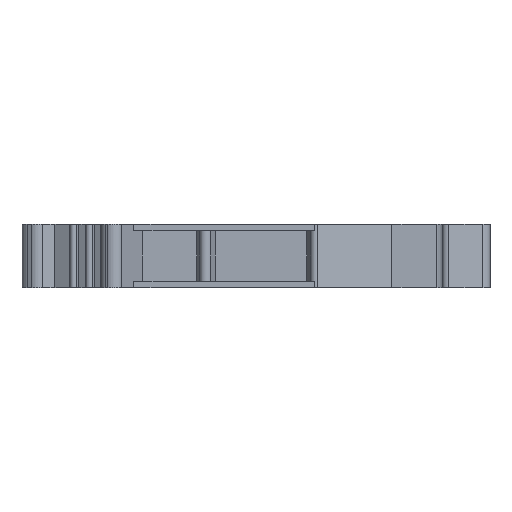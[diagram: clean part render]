
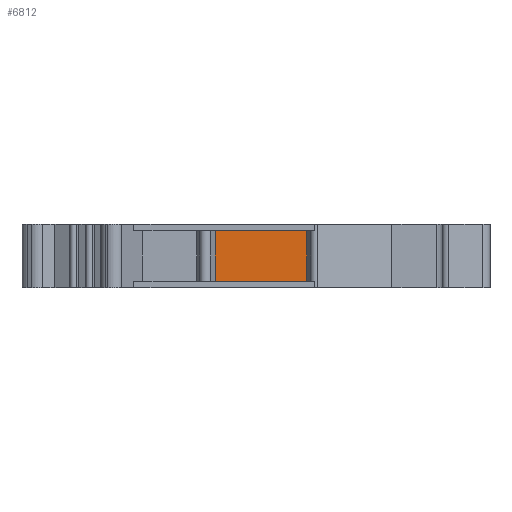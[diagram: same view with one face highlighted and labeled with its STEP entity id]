
A CAD part, left-side view. The second image highlights one B-rep face of the part: STEP entity #6812.
In plain terms, the highlighted planar face has unit normal (-1, 0, 0).
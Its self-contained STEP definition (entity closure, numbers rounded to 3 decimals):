
#858=DIRECTION('',(0.,1.,0.));
#859=VECTOR('',#858,9.005);
#860=CARTESIAN_POINT('',(4.077,34.2,-2.5));
#861=LINE('',#860,#859);
#1025=DIRECTION('',(0.,1.,0.));
#1026=VECTOR('',#1025,9.005);
#1027=CARTESIAN_POINT('',(4.077,34.2,2.5));
#1028=LINE('',#1027,#1026);
#2537=DIRECTION('',(0.,0.,1.));
#2538=VECTOR('',#2537,5.);
#2539=CARTESIAN_POINT('',(4.077,43.205,-2.5));
#2540=LINE('',#2539,#2538);
#2541=DIRECTION('',(0.,0.,1.));
#2542=VECTOR('',#2541,5.);
#2543=CARTESIAN_POINT('',(4.077,34.2,-2.5));
#2544=LINE('',#2543,#2542);
#3232=CARTESIAN_POINT('',(4.077,34.2,-2.5));
#3234=VERTEX_POINT('',#3232);
#3235=CARTESIAN_POINT('',(4.077,43.205,-2.5));
#3236=VERTEX_POINT('',#3235);
#3260=CARTESIAN_POINT('',(4.077,34.2,2.5));
#3262=VERTEX_POINT('',#3260);
#3263=CARTESIAN_POINT('',(4.077,43.205,2.5));
#3264=VERTEX_POINT('',#3263);
#6800=CARTESIAN_POINT('',(4.077,34.2,-2.5));
#6801=DIRECTION('',(1.,0.,0.));
#6802=DIRECTION('',(0.,1.,0.));
#6803=AXIS2_PLACEMENT_3D('',#6800,#6801,#6802);
#6804=PLANE('',#6803);
#6805=ORIENTED_EDGE('',*,*,#3900,.T.);
#6806=ORIENTED_EDGE('',*,*,#6795,.T.);
#6807=ORIENTED_EDGE('',*,*,#4151,.F.);
#6809=ORIENTED_EDGE('',*,*,#6808,.F.);
#6810=EDGE_LOOP('',(#6805,#6806,#6807,#6809));
#6811=FACE_OUTER_BOUND('',#6810,.F.);
#6812=ADVANCED_FACE('',(#6811),#6804,.F.);
#3900=EDGE_CURVE('',#3234,#3236,#861,.T.);
#4151=EDGE_CURVE('',#3262,#3264,#1028,.T.);
#6795=EDGE_CURVE('',#3236,#3264,#2540,.T.);
#6808=EDGE_CURVE('',#3234,#3262,#2544,.T.);
